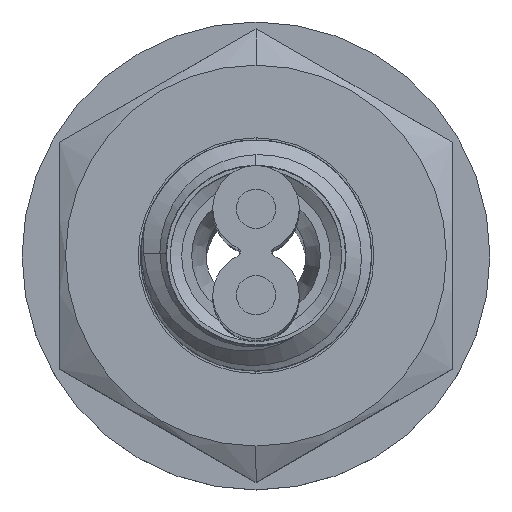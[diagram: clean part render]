
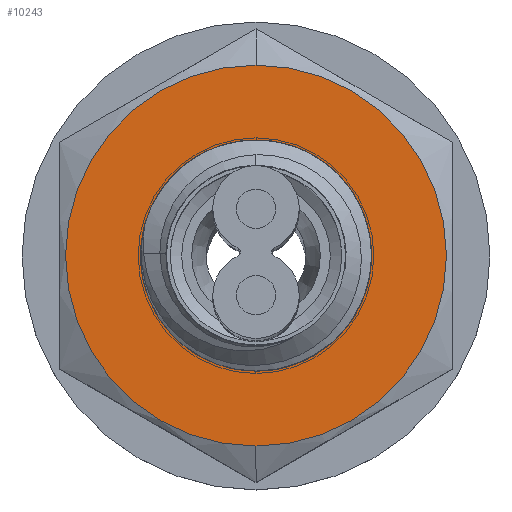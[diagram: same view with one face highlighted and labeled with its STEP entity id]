
A CAD part, top view. The second image highlights one B-rep face of the part: STEP entity #10243.
In plain terms, the highlighted face is planar.
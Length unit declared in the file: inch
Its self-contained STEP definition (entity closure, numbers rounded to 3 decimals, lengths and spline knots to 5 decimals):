
#9494=CARTESIAN_POINT('',(0.,0.13696,0.));
#9495=DIRECTION('',(0.,1.,0.));
#9496=DIRECTION('',(0.,0.,1.));
#9497=AXIS2_PLACEMENT_3D('',#9494,#9495,#9496);
#9507=CARTESIAN_POINT('',(0.,0.13696,0.));
#9508=DIRECTION('',(0.,1.,0.));
#9509=DIRECTION('',(0.,0.,-1.));
#9510=AXIS2_PLACEMENT_3D('',#9507,#9508,#9509);
#10105=CARTESIAN_POINT('',(0.,0.13696,0.));
#10106=DIRECTION('',(0.,-1.,0.));
#10107=DIRECTION('',(0.,0.,1.));
#10108=AXIS2_PLACEMENT_3D('',#10105,#10106,#10107);
#10114=CARTESIAN_POINT('',(0.,0.13696,0.));
#10115=DIRECTION('',(0.,-1.,0.));
#10116=DIRECTION('',(0.,0.,-1.));
#10117=AXIS2_PLACEMENT_3D('',#10114,#10115,#10116);
#10128=CARTESIAN_POINT('',(0.,0.13696,0.19093));
#10129=CARTESIAN_POINT('',(0.,0.13696,-0.19093));
#10130=VERTEX_POINT('',#10128);
#10131=VERTEX_POINT('',#10129);
#10160=CARTESIAN_POINT('',(0.,0.13696,-0.10462));
#10161=VERTEX_POINT('',#10160);
#10186=CARTESIAN_POINT('',(0.,0.13696,0.10462));
#10187=VERTEX_POINT('',#10186);
#10227=CARTESIAN_POINT('',(0.09843,0.13696,0.));
#10228=DIRECTION('',(0.,1.,0.));
#10229=DIRECTION('',(0.,0.,1.));
#10230=AXIS2_PLACEMENT_3D('',#10227,#10228,#10229);
#10231=PLANE('',#10230);
#10232=ORIENTED_EDGE('',*,*,#10212,.F.);
#10234=ORIENTED_EDGE('',*,*,#10233,.F.);
#10235=EDGE_LOOP('',(#10232,#10234));
#10236=FACE_OUTER_BOUND('',#10235,.F.);
#10238=ORIENTED_EDGE('',*,*,#10237,.F.);
#10240=ORIENTED_EDGE('',*,*,#10239,.F.);
#10241=EDGE_LOOP('',(#10238,#10240));
#10242=FACE_BOUND('',#10241,.F.);
#10243=ADVANCED_FACE('',(#10236,#10242),#10231,.T.);
#9498=CIRCLE('',#9497,0.19093);
#9511=CIRCLE('',#9510,0.19093);
#10109=CIRCLE('',#10108,0.10462);
#10118=CIRCLE('',#10117,0.10462);
#10212=EDGE_CURVE('',#10130,#10131,#9498,.T.);
#10233=EDGE_CURVE('',#10131,#10130,#9511,.T.);
#10237=EDGE_CURVE('',#10161,#10187,#10118,.T.);
#10239=EDGE_CURVE('',#10187,#10161,#10109,.T.);
